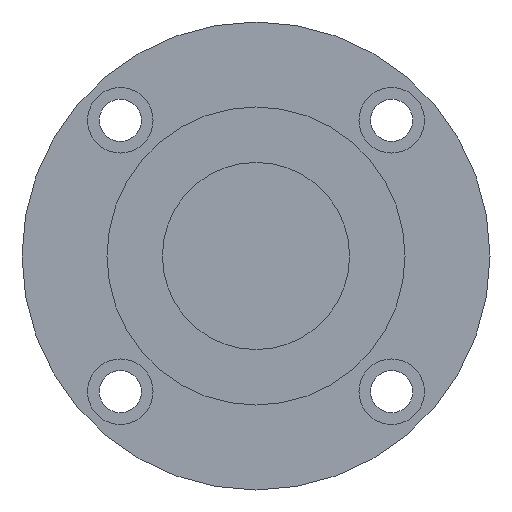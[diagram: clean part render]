
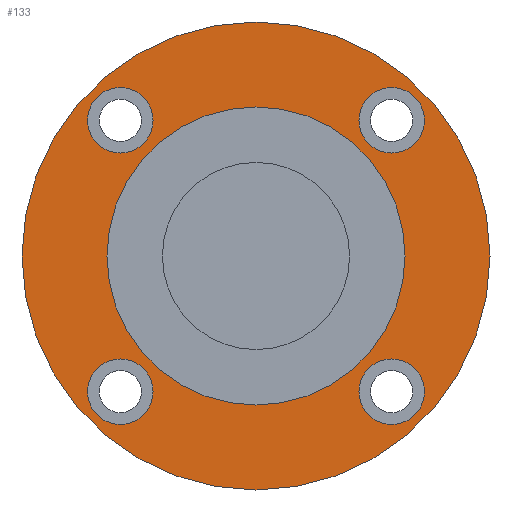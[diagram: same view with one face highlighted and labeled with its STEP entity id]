
A CAD part, left-side view. The second image highlights one B-rep face of the part: STEP entity #133.
In plain terms, the highlighted planar face has unit normal (-1, 0, 0).
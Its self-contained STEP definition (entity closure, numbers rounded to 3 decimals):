
#113=PLANE('',#515);
#133=ADVANCED_FACE('',(#195,#196,#197,#198,#199,#200),#113,.T.);
#195=FACE_BOUND('',#263,.T.);
#196=FACE_BOUND('',#264,.T.);
#197=FACE_BOUND('',#265,.T.);
#198=FACE_BOUND('',#266,.T.);
#199=FACE_BOUND('',#267,.T.);
#200=FACE_BOUND('',#268,.T.);
#263=EDGE_LOOP('',(#331));
#264=EDGE_LOOP('',(#332));
#265=EDGE_LOOP('',(#333));
#266=EDGE_LOOP('',(#334));
#267=EDGE_LOOP('',(#335));
#268=EDGE_LOOP('',(#336));
#331=ORIENTED_EDGE('',*,*,#427,.T.);
#332=ORIENTED_EDGE('',*,*,#428,.T.);
#333=ORIENTED_EDGE('',*,*,#429,.T.);
#334=ORIENTED_EDGE('',*,*,#409,.F.);
#335=ORIENTED_EDGE('',*,*,#430,.T.);
#336=ORIENTED_EDGE('',*,*,#431,.T.);
#375=VERTEX_POINT('',#690);
#393=VERTEX_POINT('',#733);
#394=VERTEX_POINT('',#735);
#395=VERTEX_POINT('',#737);
#396=VERTEX_POINT('',#739);
#397=VERTEX_POINT('',#741);
#409=EDGE_CURVE('',#375,#375,#443,.T.);
#427=EDGE_CURVE('',#393,#393,#461,.T.);
#428=EDGE_CURVE('',#394,#394,#462,.T.);
#429=EDGE_CURVE('',#395,#395,#463,.T.);
#430=EDGE_CURVE('',#396,#396,#464,.T.);
#431=EDGE_CURVE('',#397,#397,#465,.T.);
#443=CIRCLE('',#485,31.85);
#461=CIRCLE('',#510,7.);
#462=CIRCLE('',#511,7.);
#463=CIRCLE('',#512,50.);
#464=CIRCLE('',#513,7.);
#465=CIRCLE('',#514,7.);
#485=AXIS2_PLACEMENT_3D('',#689,#565,#566);
#510=AXIS2_PLACEMENT_3D('',#732,#615,#616);
#511=AXIS2_PLACEMENT_3D('',#734,#617,#618);
#512=AXIS2_PLACEMENT_3D('',#736,#619,#620);
#513=AXIS2_PLACEMENT_3D('',#738,#621,#622);
#514=AXIS2_PLACEMENT_3D('',#740,#623,#624);
#515=AXIS2_PLACEMENT_3D('',#742,#625,#626);
#565=DIRECTION('',(-1.,0.,0.));
#566=DIRECTION('',(0.,0.,1.));
#615=DIRECTION('',(1.,0.,0.));
#616=DIRECTION('',(0.,0.,1.));
#617=DIRECTION('',(1.,0.,0.));
#618=DIRECTION('',(0.,0.,1.));
#619=DIRECTION('',(-1.,0.,0.));
#620=DIRECTION('',(0.,0.,1.));
#621=DIRECTION('',(1.,0.,0.));
#622=DIRECTION('',(0.,0.,1.));
#623=DIRECTION('',(1.,0.,0.));
#624=DIRECTION('',(0.,0.,1.));
#625=DIRECTION('',(-1.,0.,0.));
#626=DIRECTION('',(0.,0.,1.));
#689=CARTESIAN_POINT('',(113.754,0.,0.));
#690=CARTESIAN_POINT('',(113.754,0.,31.85));
#732=CARTESIAN_POINT('',(113.754,-28.991,-28.991));
#733=CARTESIAN_POINT('',(113.754,-28.991,-21.991));
#734=CARTESIAN_POINT('',(113.754,28.991,-28.991));
#735=CARTESIAN_POINT('',(113.754,28.991,-21.991));
#736=CARTESIAN_POINT('',(113.754,0.,0.));
#737=CARTESIAN_POINT('',(113.754,0.,50.));
#738=CARTESIAN_POINT('',(113.754,28.991,28.991));
#739=CARTESIAN_POINT('',(113.754,28.991,35.991));
#740=CARTESIAN_POINT('',(113.754,-28.991,28.991));
#741=CARTESIAN_POINT('',(113.754,-28.991,35.991));
#742=CARTESIAN_POINT('',(113.754,31.85,0.));
